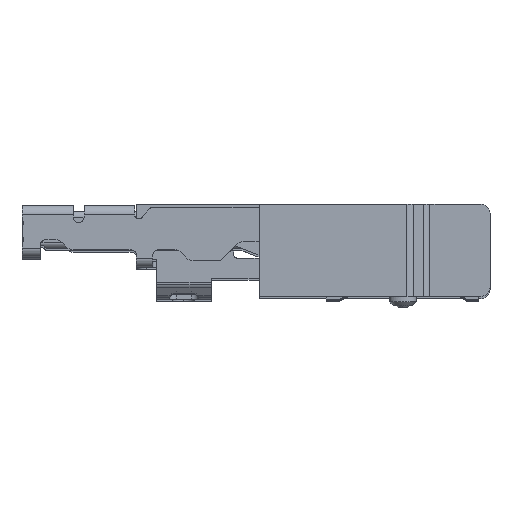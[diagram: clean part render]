
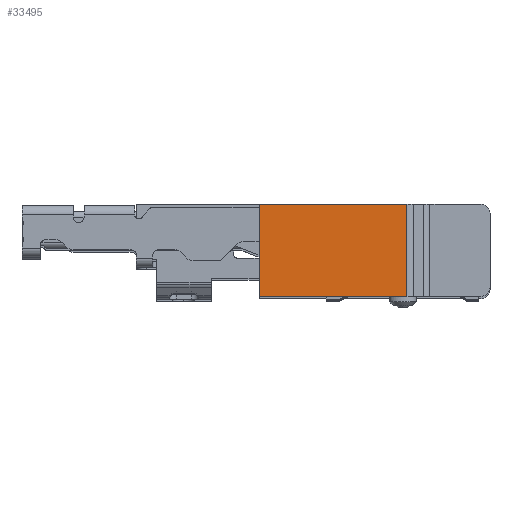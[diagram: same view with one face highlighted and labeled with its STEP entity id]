
A CAD part, top view. The second image highlights one B-rep face of the part: STEP entity #33495.
In plain terms, the highlighted planar face has unit normal (0, 0, 1).
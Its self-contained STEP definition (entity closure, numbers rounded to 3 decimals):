
#8479 = CARTESIAN_POINT ( 'NONE',  ( -42.244, 42.511, 36.65 ) ) ;
#8480 = DIRECTION ( 'NONE',  ( 1., 0., 0. ) ) ;
#8481 = VECTOR ( 'NONE', #8480, 1000. ) ;
#8482 = CARTESIAN_POINT ( 'NONE',  ( -50.337, 42.511, 36.65 ) ) ;
#8483 = LINE ( 'NONE', #8482, #8481 ) ;
#8496 = DIRECTION ( 'NONE',  ( 0., 1., 0. ) ) ;
#8497 = VECTOR ( 'NONE', #8496, 1000. ) ;
#8502 = CARTESIAN_POINT ( 'NONE',  ( -42.244, 45.161, 36.65 ) ) ;
#8503 = LINE ( 'NONE', #8502, #8497 ) ;
#8511 = CARTESIAN_POINT ( 'NONE',  ( -42.244, 47.561, 36.65 ) ) ;
#15547 = PLANE ( 'NONE',  #15603 ) ;
#15560 = CARTESIAN_POINT ( 'NONE',  ( -50.337, 45.161, 36.65 ) ) ;
#15589 = DIRECTION ( 'NONE',  ( -1., 0., 0. ) ) ;
#15590 = VECTOR ( 'NONE', #15589, 1000. ) ;
#15592 = CARTESIAN_POINT ( 'NONE',  ( -39.087, 47.561, 36.65 ) ) ;
#15593 = LINE ( 'NONE', #15592, #15590 ) ;
#15599 = DIRECTION ( 'NONE',  ( 1., 0., 0. ) ) ;
#15603 = AXIS2_PLACEMENT_3D ( 'NONE', #15560, #15608, #15599 ) ;
#15608 = DIRECTION ( 'NONE',  ( 0., 0., 1. ) ) ;
#15615 = FACE_OUTER_BOUND ( 'NONE', #33510, .T. ) ;
#19998 = EDGE_CURVE ( 'NONE', #38990, #20001, #8483, .T. ) ;
#20001 = VERTEX_POINT ( 'NONE', #8479 ) ;
#20018 = VERTEX_POINT ( 'NONE', #8511 ) ;
#20019 = EDGE_CURVE ( 'NONE', #20001, #20018, #8503, .T. ) ;
#26164 = CARTESIAN_POINT ( 'NONE',  ( -50.337, 45.161, 36.65 ) ) ;
#26165 = LINE ( 'NONE', #26164, #26208 ) ;
#26206 = CARTESIAN_POINT ( 'NONE',  ( -50.337, 47.561, 36.65 ) ) ;
#26207 = DIRECTION ( 'NONE',  ( 0., -1., 0. ) ) ;
#26208 = VECTOR ( 'NONE', #26207, 1000. ) ;
#26286 = CARTESIAN_POINT ( 'NONE',  ( -50.337, 42.511, 36.65 ) ) ;
#33494 = ORIENTED_EDGE ( 'NONE', *, *, #20019, .T. ) ;
#33495 = ADVANCED_FACE ( 'NONE', ( #15615 ), #15547, .T. ) ;
#33496 = ORIENTED_EDGE ( 'NONE', *, *, #38906, .T. ) ;
#33497 = ORIENTED_EDGE ( 'NONE', *, *, #33499, .T. ) ;
#33499 = EDGE_CURVE ( 'NONE', #20018, #38919, #15593, .T. ) ;
#33503 = ORIENTED_EDGE ( 'NONE', *, *, #19998, .T. ) ;
#33510 = EDGE_LOOP ( 'NONE', ( #33503, #33494, #33497, #33496 ) ) ;
#38906 = EDGE_CURVE ( 'NONE', #38919, #38990, #26165, .T. ) ;
#38919 = VERTEX_POINT ( 'NONE', #26206 ) ;
#38990 = VERTEX_POINT ( 'NONE', #26286 ) ;
